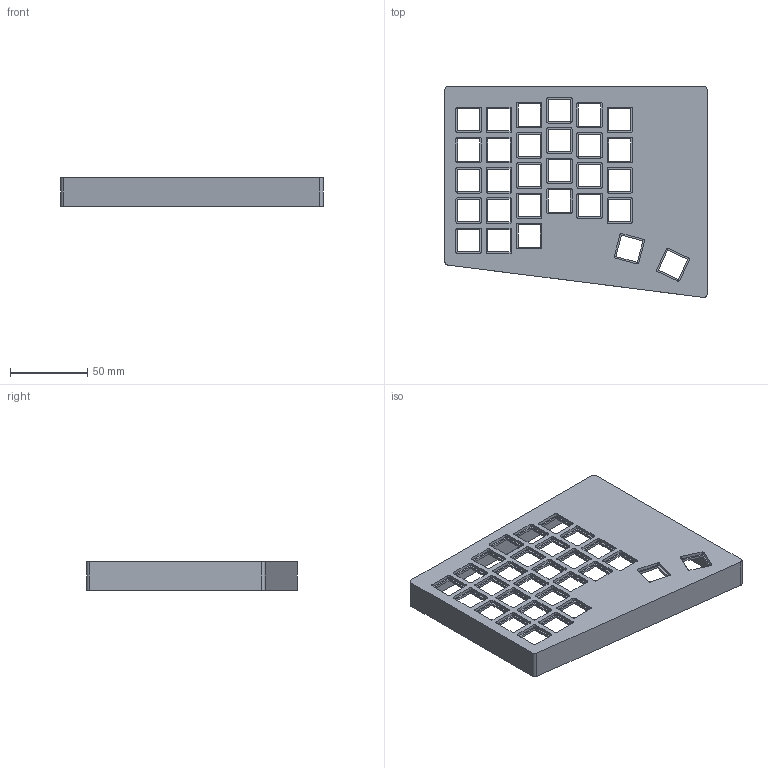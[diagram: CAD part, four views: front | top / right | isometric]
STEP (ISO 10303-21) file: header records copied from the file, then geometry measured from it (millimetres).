
FILE_DESCRIPTION(/* description */ ('STEP AP242','CAx-IF Rec.Pracs.---Representation and Presentation of Product Manufacturing Information (PMI)---4.0---2014-10-13','CAx-IF Rec.Pracs.---3D Tessellated Geometry---0.4---2014-09-14','2;1'),/* implementation_level */ '2;1');
FILE_NAME(/* name */ '64263b9abdcb1e1f96b4f9ef',/* time_stamp */ '2023-03-31T01:47:07+00:00',/* author */ (''),/* organization */ (''),/* preprocessor_version */ 'ST-DEVELOPER v18.102',/* originating_system */ ' ',/* authorisation */ ' ');
FILE_SCHEMA (('AP242_MANAGED_MODEL_BASED_3D_ENGINEERING_MIM_LF { 1 0 10303 442 1 1 4 }'));
Length unit declared in the file: metre
Products named in the file (30): Part 30; Part 29; Part 28; Part 27; Part 26; Part 25; Part 24; Part 20; Part 21; Part 22; Part 23; Part 19; Part 18; Part 17; Part 16; Part 11; Part 12; Part 13; Part 14; Part 15; Part 10; Part 9; Part 8; Part 7; Part 6; Part 1; Part 2; Part 3; Part 4; Part 5
Bounding box: 169.95 x 136.68 x 18.5 mm (x, y, z)
Volume: 93337.4 mm3; surface area: 61870.3 mm2
Topology: 30 solids, 30 shells, 653 faces, 1776 edges, 1184 vertices
Faces by surface type: plane 417, cylinder 236
Entity records: 21610 total; most frequent: CARTESIAN_POINT 3649, DIRECTION 3612, ORIENTED_EDGE 3552, EDGE_CURVE 1776, LINE 1302, VECTOR 1302, VERTEX_POINT 1184, AXIS2_PLACEMENT_3D 1155
